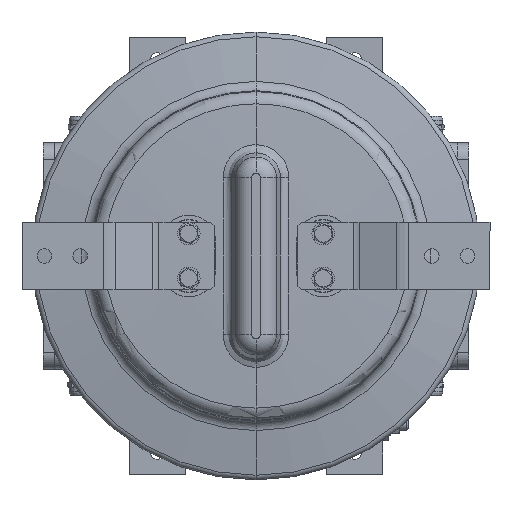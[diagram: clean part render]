
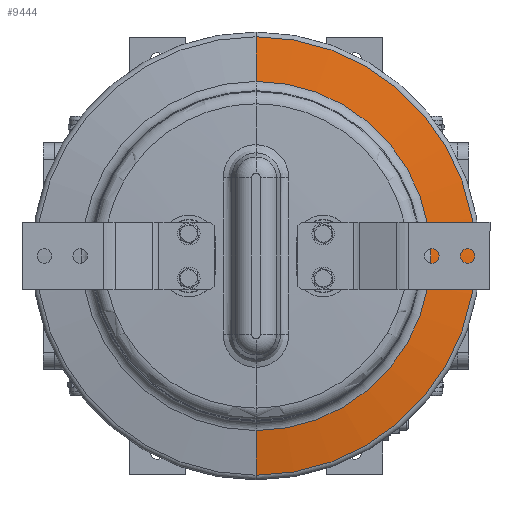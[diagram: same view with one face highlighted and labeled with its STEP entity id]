
A CAD part, front view. The second image highlights one B-rep face of the part: STEP entity #9444.
In plain terms, the highlighted conical face has half-angle 81 degrees and reference radius 175.829 mm.
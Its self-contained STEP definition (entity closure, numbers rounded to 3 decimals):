
#9444=ADVANCED_FACE('',(#16837),#16839,.T.);
#16837=FACE_BOUND('',#16838,.T.);
#16838=EDGE_LOOP('',(#21834,#21835,#21836,#21837));
#16839=CONICAL_SURFACE('',#16840,175.829,1.414);
#16840=AXIS2_PLACEMENT_3D('',#16841,#16842,#16843);
#16841=CARTESIAN_POINT('',(0.,-42.701,0.));
#16842=DIRECTION('',(0.,1.,0.));
#16843=DIRECTION('',(0.,0.,-1.));
#21834=ORIENTED_EDGE('',*,*,#24033,.F.);
#21835=ORIENTED_EDGE('',*,*,#24031,.F.);
#21836=ORIENTED_EDGE('',*,*,#24034,.F.);
#21837=ORIENTED_EDGE('',*,*,#24035,.T.);
#24031=EDGE_CURVE('',#27217,#27215,#27219,.T.);
#24033=EDGE_CURVE('',#27215,#27221,#27222,.F.);
#24034=EDGE_CURVE('',#27223,#27217,#27224,.T.);
#24035=EDGE_CURVE('',#27223,#27221,#27225,.T.);
#27215=VERTEX_POINT('',#36312);
#27217=VERTEX_POINT('',#36317);
#27219=CIRCLE('',#36371,195.782);
#27221=VERTEX_POINT('',#36379);
#27222=LINE('',#36380,#36381);
#27223=VERTEX_POINT('',#36383);
#27224=LINE('',#36384,#36385);
#27225=CIRCLE('',#36387,155.876);
#36312=CARTESIAN_POINT('',(0.,-39.541,-195.782));
#36317=CARTESIAN_POINT('',(0.,-39.541,195.782));
#36371=AXIS2_PLACEMENT_3D('',#36372,#36373,#36374);
#36372=CARTESIAN_POINT('',(0.,-39.541,0.));
#36373=DIRECTION('',(0.,1.,0.));
#36374=DIRECTION('',(0.,0.,1.));
#36379=CARTESIAN_POINT('',(0.,-45.861,-155.876));
#36380=CARTESIAN_POINT('',(0.,-45.861,-155.876));
#36381=VECTOR('',#36382,1.);
#36382=DIRECTION('',(0.,0.156,-0.988));
#36383=CARTESIAN_POINT('',(0.,-45.861,155.876));
#36384=CARTESIAN_POINT('',(0.,-45.861,155.876));
#36385=VECTOR('',#36386,1.);
#36386=DIRECTION('',(0.,0.156,0.988));
#36387=AXIS2_PLACEMENT_3D('',#36388,#36389,#36390);
#36388=CARTESIAN_POINT('',(0.,-45.861,0.));
#36389=DIRECTION('',(0.,1.,0.));
#36390=DIRECTION('',(0.,0.,1.));
